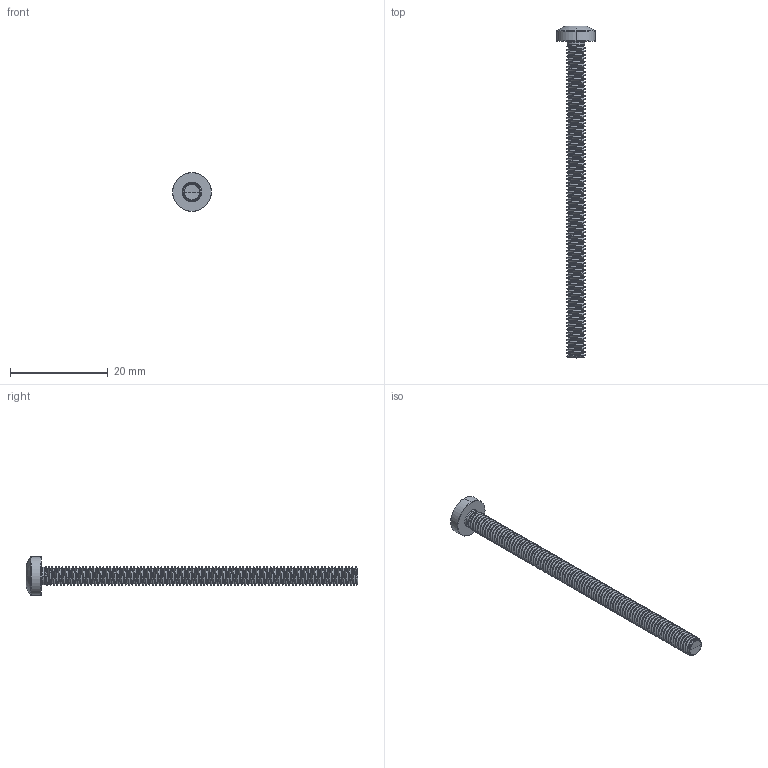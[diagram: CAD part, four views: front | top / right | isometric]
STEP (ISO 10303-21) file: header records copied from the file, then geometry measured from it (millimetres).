
FILE_DESCRIPTION (( 'STEP AP203' ), '1' );
FILE_NAME ('STM390400650.STEP', '2020-12-23T16:33:01', ( '' ), ( '' ), 'SwSTEP 2.0', 'SolidWorks 2015', '' );
FILE_SCHEMA (( 'CONFIG_CONTROL_DESIGN' ));
Products named in the file (2): STM390400650
Bounding box: 8 x 68.1 x 8 mm (x, y, z)
Volume: 769.9 mm3; surface area: 1393.6 mm2
Topology: 1 solids, 1 shells, 254 faces, 722 edges, 470 vertices
Faces by surface type: cylinder 205, bspline 18, torus 13, cone 11, sphere 4, plane 3
Entity records: 50402 total; most frequent: CARTESIAN_POINT 44923, ORIENTED_EDGE 1440, DIRECTION 818, EDGE_CURVE 720, VERTEX_POINT 470, AXIS2_PLACEMENT_3D 302, EDGE_LOOP 256, FACE_OUTER_BOUND 254
